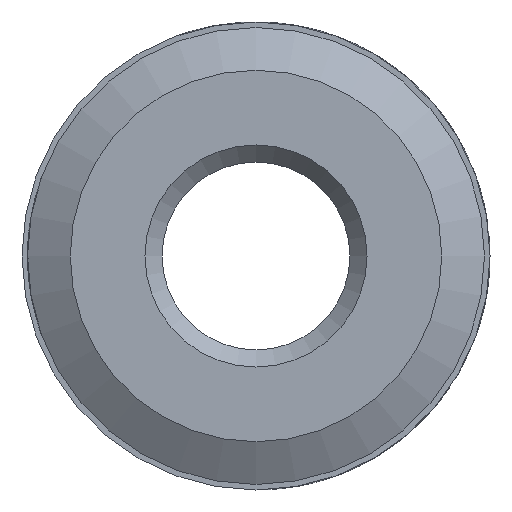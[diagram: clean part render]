
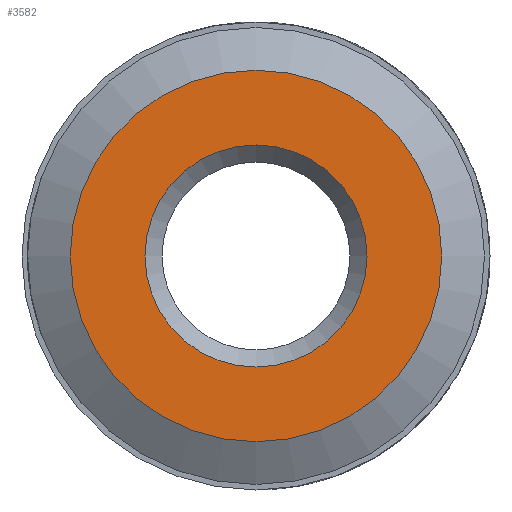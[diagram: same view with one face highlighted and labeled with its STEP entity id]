
A CAD part, left-side view. The second image highlights one B-rep face of the part: STEP entity #3582.
In plain terms, the highlighted planar face has unit normal (-1, 0, 0).
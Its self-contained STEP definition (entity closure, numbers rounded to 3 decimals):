
#47=FACE_BOUND('',#651,.T.);
#160=PLANE('',#3809);
#424=FACE_OUTER_BOUND('',#650,.T.);
#650=EDGE_LOOP('',(#3285));
#651=EDGE_LOOP('',(#3286));
#800=CIRCLE('',#3810,3.164);
#801=CIRCLE('',#3811,1.891);
#1783=VERTEX_POINT('',#8099);
#1784=VERTEX_POINT('',#8101);
#2297=EDGE_CURVE('',#1783,#1783,#800,.T.);
#2298=EDGE_CURVE('',#1784,#1784,#801,.T.);
#3285=ORIENTED_EDGE('',*,*,#2297,.T.);
#3286=ORIENTED_EDGE('',*,*,#2298,.F.);
#3582=ADVANCED_FACE('',(#424,#47),#160,.T.);
#3809=AXIS2_PLACEMENT_3D('',#8098,#4484,#4485);
#3810=AXIS2_PLACEMENT_3D('',#8100,#4486,#4487);
#3811=AXIS2_PLACEMENT_3D('',#8102,#4488,#4489);
#4484=DIRECTION('center_axis',(-1.,0.,0.));
#4485=DIRECTION('ref_axis',(0.,0.,1.));
#4486=DIRECTION('center_axis',(-1.,0.,0.));
#4487=DIRECTION('ref_axis',(0.,0.,1.));
#4488=DIRECTION('center_axis',(-1.,0.,0.));
#4489=DIRECTION('ref_axis',(0.,0.,1.));
#8098=CARTESIAN_POINT('Origin',(-2.109,-1.891,0.));
#8099=CARTESIAN_POINT('',(-2.109,-3.164,0.));
#8100=CARTESIAN_POINT('Origin',(-2.109,0.,0.));
#8101=CARTESIAN_POINT('',(-2.109,-1.891,0.));
#8102=CARTESIAN_POINT('Origin',(-2.109,0.,0.));
